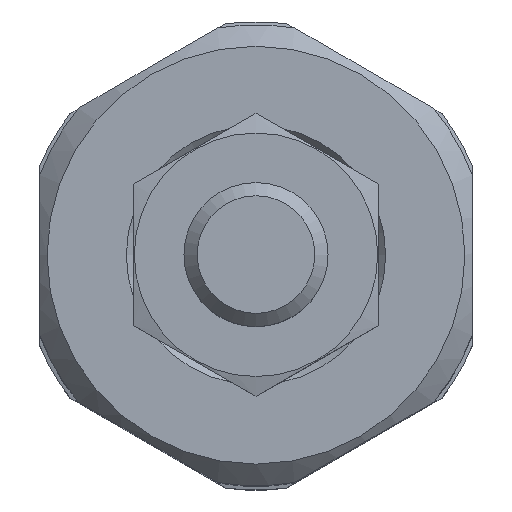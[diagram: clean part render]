
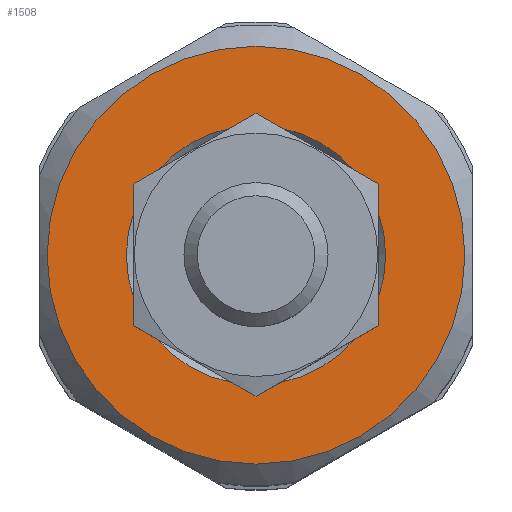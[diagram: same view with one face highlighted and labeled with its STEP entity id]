
A CAD part, top view. The second image highlights one B-rep face of the part: STEP entity #1508.
In plain terms, the highlighted planar face has unit normal (0, 0, 1).
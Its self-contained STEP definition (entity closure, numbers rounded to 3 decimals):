
#62=PLANE('',#1698);
#259=CIRCLE('',#1699,9.);
#260=CIRCLE('',#1700,14.5);
#376=ORIENTED_EDGE('',*,*,#787,.T.);
#377=ORIENTED_EDGE('',*,*,#788,.F.);
#787=EDGE_CURVE('',#986,#986,#259,.T.);
#788=EDGE_CURVE('',#987,#987,#260,.T.);
#986=VERTEX_POINT('',#2446);
#987=VERTEX_POINT('',#2448);
#1178=EDGE_LOOP('',(#376));
#1179=EDGE_LOOP('',(#377));
#1326=FACE_BOUND('',#1178,.T.);
#1327=FACE_BOUND('',#1179,.T.);
#1508=ADVANCED_FACE('',(#1326,#1327),#62,.T.);
#1698=AXIS2_PLACEMENT_3D('',#2444,#1938,#1939);
#1699=AXIS2_PLACEMENT_3D('',#2445,#1940,#1941);
#1700=AXIS2_PLACEMENT_3D('',#2447,#1942,#1943);
#1938=DIRECTION('',(0.,0.,1.));
#1939=DIRECTION('',(1.,0.,0.));
#1940=DIRECTION('',(0.,0.,-1.));
#1941=DIRECTION('',(-1.,0.,0.));
#1942=DIRECTION('',(0.,0.,-1.));
#1943=DIRECTION('',(-1.,0.,0.));
#2444=CARTESIAN_POINT('',(0.,14.5,0.));
#2445=CARTESIAN_POINT('',(0.,0.,0.));
#2446=CARTESIAN_POINT('',(-9.,0.,0.));
#2447=CARTESIAN_POINT('',(0.,0.,0.));
#2448=CARTESIAN_POINT('',(-14.5,0.,0.));
